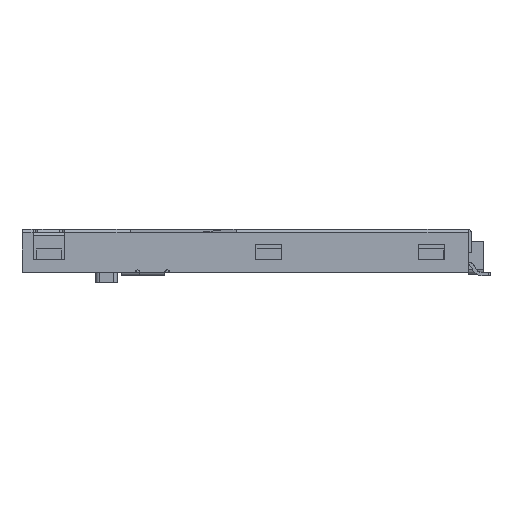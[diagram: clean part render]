
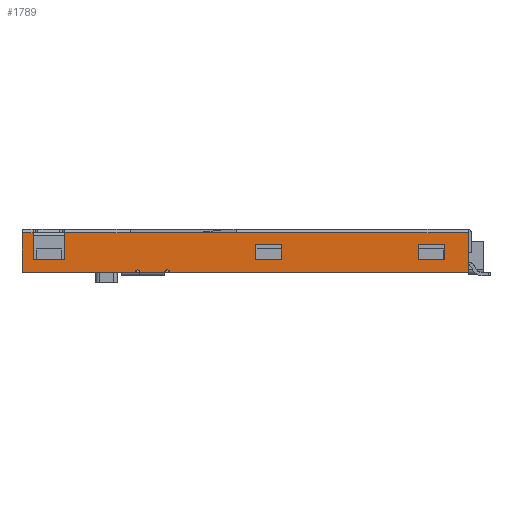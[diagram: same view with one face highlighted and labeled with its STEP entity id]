
A CAD part, left-side view. The second image highlights one B-rep face of the part: STEP entity #1789.
In plain terms, the highlighted planar face has unit normal (-1, 0, 0).
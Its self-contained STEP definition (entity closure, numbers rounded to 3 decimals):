
#1789=ADVANCED_FACE('',(#4354,#4355,#4356),#4357,.T.);
#4354=FACE_OUTER_BOUND('',#7979,.T.);
#4355=FACE_BOUND('',#7980,.T.);
#4356=FACE_BOUND('',#7981,.T.);
#4357=PLANE('',#7982);
#7979=EDGE_LOOP('',(#17114,#17115,#17116,#17117,#17118,#17119,#17120,#17121,#17122,#17123,#17124,#17125,#17126,#17127,#17128,#17129,#17130,#17131));
#7980=EDGE_LOOP('',(#17132,#17133,#17134,#17135));
#7981=EDGE_LOOP('',(#17136,#17137,#17138,#17139));
#7982=AXIS2_PLACEMENT_3D('',#17140,#17141,#17142);
#17114=ORIENTED_EDGE('',*,*,#26860,.F.);
#17115=ORIENTED_EDGE('',*,*,#26861,.T.);
#17116=ORIENTED_EDGE('',*,*,#26862,.T.);
#17117=ORIENTED_EDGE('',*,*,#26863,.T.);
#17118=ORIENTED_EDGE('',*,*,#26864,.T.);
#17119=ORIENTED_EDGE('',*,*,#26865,.T.);
#17120=ORIENTED_EDGE('',*,*,#26866,.T.);
#17121=ORIENTED_EDGE('',*,*,#26867,.T.);
#17122=ORIENTED_EDGE('',*,*,#26868,.T.);
#17123=ORIENTED_EDGE('',*,*,#26869,.T.);
#17124=ORIENTED_EDGE('',*,*,#26870,.F.);
#17125=ORIENTED_EDGE('',*,*,#26871,.F.);
#17126=ORIENTED_EDGE('',*,*,#26721,.F.);
#17127=ORIENTED_EDGE('',*,*,#26872,.T.);
#17128=ORIENTED_EDGE('',*,*,#26873,.T.);
#17129=ORIENTED_EDGE('',*,*,#26874,.T.);
#17130=ORIENTED_EDGE('',*,*,#26156,.F.);
#17131=ORIENTED_EDGE('',*,*,#26875,.F.);
#17132=ORIENTED_EDGE('',*,*,#26452,.T.);
#17133=ORIENTED_EDGE('',*,*,#26876,.T.);
#17134=ORIENTED_EDGE('',*,*,#26877,.T.);
#17135=ORIENTED_EDGE('',*,*,#26878,.T.);
#17136=ORIENTED_EDGE('',*,*,#26879,.T.);
#17137=ORIENTED_EDGE('',*,*,#26880,.T.);
#17138=ORIENTED_EDGE('',*,*,#26881,.T.);
#17139=ORIENTED_EDGE('',*,*,#26882,.T.);
#17140=CARTESIAN_POINT('',(-14.4,-4.125,2.75));
#17141=DIRECTION('',(-1.0,0.0,0.));
#17142=DIRECTION('',(0.,0.0,1.0));
#26156=EDGE_CURVE('',#30976,#30978,#30979,.T.);
#26452=EDGE_CURVE('',#31481,#31479,#31482,.T.);
#26721=EDGE_CURVE('',#31925,#31927,#31928,.T.);
#26860=EDGE_CURVE('',#32155,#32156,#32157,.T.);
#26861=EDGE_CURVE('',#32155,#31918,#32158,.T.);
#26862=EDGE_CURVE('',#31918,#32159,#32160,.T.);
#26863=EDGE_CURVE('',#32159,#32161,#32162,.T.);
#26864=EDGE_CURVE('',#32161,#32163,#32164,.T.);
#26865=EDGE_CURVE('',#32163,#32165,#32166,.T.);
#26866=EDGE_CURVE('',#32165,#32167,#32168,.T.);
#26867=EDGE_CURVE('',#32167,#32169,#32170,.T.);
#26868=EDGE_CURVE('',#32169,#32171,#32172,.T.);
#26869=EDGE_CURVE('',#32171,#32173,#32174,.T.);
#26870=EDGE_CURVE('',#32175,#32173,#32176,.T.);
#26871=EDGE_CURVE('',#31927,#32175,#32177,.T.);
#26872=EDGE_CURVE('',#31925,#32178,#32179,.T.);
#26873=EDGE_CURVE('',#32178,#32180,#32181,.T.);
#26874=EDGE_CURVE('',#32180,#30978,#32182,.T.);
#26875=EDGE_CURVE('',#32156,#30976,#32183,.T.);
#26876=EDGE_CURVE('',#31479,#32184,#32185,.T.);
#26877=EDGE_CURVE('',#32184,#32186,#32187,.T.);
#26878=EDGE_CURVE('',#32186,#31481,#32188,.T.);
#26879=EDGE_CURVE('',#32189,#32190,#32191,.T.);
#26880=EDGE_CURVE('',#32190,#32192,#32193,.T.);
#26881=EDGE_CURVE('',#32192,#32194,#32195,.T.);
#26882=EDGE_CURVE('',#32194,#32189,#32196,.T.);
#30976=VERTEX_POINT('',#37860);
#30978=VERTEX_POINT('',#37863);
#30979=LINE('',#37864,#37865);
#31479=VERTEX_POINT('',#38628);
#31481=VERTEX_POINT('',#38631);
#31482=LINE('',#38632,#38633);
#31918=VERTEX_POINT('',#39300);
#31925=VERTEX_POINT('',#39309);
#31927=VERTEX_POINT('',#39311);
#31928=LINE('',#39312,#39313);
#32155=VERTEX_POINT('',#39638);
#32156=VERTEX_POINT('',#39639);
#32157=CIRCLE('',#39640,0.15);
#32158=LINE('',#39641,#39642);
#32159=VERTEX_POINT('',#39643);
#32160=CIRCLE('',#39644,0.15);
#32161=VERTEX_POINT('',#39645);
#32162=CIRCLE('',#39646,0.15);
#32163=VERTEX_POINT('',#39647);
#32164=LINE('',#39648,#39649);
#32165=VERTEX_POINT('',#39650);
#32166=LINE('',#39651,#39652);
#32167=VERTEX_POINT('',#39653);
#32168=LINE('',#39654,#39655);
#32169=VERTEX_POINT('',#39656);
#32170=LINE('',#39657,#39658);
#32171=VERTEX_POINT('',#39659);
#32172=LINE('',#39660,#39661);
#32173=VERTEX_POINT('',#39662);
#32174=LINE('',#39663,#39664);
#32175=VERTEX_POINT('',#39665);
#32176=LINE('',#39666,#39667);
#32177=LINE('',#39668,#39669);
#32178=VERTEX_POINT('',#39670);
#32179=LINE('',#39671,#39672);
#32180=VERTEX_POINT('',#39673);
#32181=LINE('',#39674,#39675);
#32182=LINE('',#39676,#39677);
#32183=CIRCLE('',#39678,0.15);
#32184=VERTEX_POINT('',#39679);
#32185=LINE('',#39680,#39681);
#32186=VERTEX_POINT('',#39682);
#32187=LINE('',#39683,#39684);
#32188=LINE('',#39685,#39686);
#32189=VERTEX_POINT('',#39687);
#32190=VERTEX_POINT('',#39688);
#32191=LINE('',#39689,#39690);
#32192=VERTEX_POINT('',#39691);
#32193=LINE('',#39692,#39693);
#32194=VERTEX_POINT('',#39694);
#32195=LINE('',#39695,#39696);
#32196=LINE('',#39697,#39698);
#37860=CARTESIAN_POINT('',(-14.4,7.02,0.01));
#37863=CARTESIAN_POINT('',(-14.4,7.02,0.0));
#37864=CARTESIAN_POINT('',(-14.4,7.02,-0.2));
#37865=VECTOR('',#46674,1000.0);
#38628=CARTESIAN_POINT('',(-14.4,-0.65,0.8));
#38631=CARTESIAN_POINT('',(-14.4,-2.35,0.8));
#38632=CARTESIAN_POINT('',(-14.4,-2.35,0.8));
#38633=VECTOR('',#46978,1000.0);
#39300=CARTESIAN_POINT('',(-14.4,5.12,0.01));
#39309=CARTESIAN_POINT('',(-14.4,13.54,2.54));
#39311=CARTESIAN_POINT('',(-14.4,13.54,0.8));
#39312=CARTESIAN_POINT('',(-14.4,13.54,2.75));
#39313=VECTOR('',#47241,1000.0);
#39638=CARTESIAN_POINT('',(-14.4,6.72,0.01));
#39639=CARTESIAN_POINT('',(-14.4,6.87,0.16));
#39640=AXIS2_PLACEMENT_3D('',#47396,#47397,#47398);
#39641=CARTESIAN_POINT('',(-14.4,6.72,0.01));
#39642=VECTOR('',#47399,1000.0);
#39643=CARTESIAN_POINT('',(-14.4,4.97,0.16));
#39644=AXIS2_PLACEMENT_3D('',#47400,#47401,#47402);
#39645=CARTESIAN_POINT('',(-14.4,4.82,0.01));
#39646=AXIS2_PLACEMENT_3D('',#47403,#47404,#47405);
#39647=CARTESIAN_POINT('',(-14.4,4.82,0.0));
#39648=CARTESIAN_POINT('',(-14.4,4.82,-0.2));
#39649=VECTOR('',#47406,1000.0);
#39650=CARTESIAN_POINT('',(-14.4,-14.25,0.0));
#39651=CARTESIAN_POINT('',(-14.4,14.24,0.0));
#39652=VECTOR('',#47407,1000.0);
#39653=CARTESIAN_POINT('',(-14.4,-14.25,2.54));
#39654=CARTESIAN_POINT('',(-14.4,-14.25,2.6));
#39655=VECTOR('',#47408,1000.0);
#39656=CARTESIAN_POINT('',(-14.4,0.54,2.54));
#39657=CARTESIAN_POINT('',(-14.4,-14.25,2.54));
#39658=VECTOR('',#47409,1000.0);
#39659=CARTESIAN_POINT('',(-14.4,7.34,2.54));
#39660=CARTESIAN_POINT('',(-14.4,0.54,2.54));
#39661=VECTOR('',#47410,1000.0);
#39662=CARTESIAN_POINT('',(-14.4,11.54,2.54));
#39663=CARTESIAN_POINT('',(-14.4,-14.25,2.54));
#39664=VECTOR('',#47411,1000.0);
#39665=CARTESIAN_POINT('',(-14.4,11.54,0.8));
#39666=CARTESIAN_POINT('',(-14.4,11.54,0.8));
#39667=VECTOR('',#47412,1000.0);
#39668=CARTESIAN_POINT('',(-14.4,13.54,0.8));
#39669=VECTOR('',#47413,1000.0);
#39670=CARTESIAN_POINT('',(-14.4,14.24,2.54));
#39671=CARTESIAN_POINT('',(-14.4,-14.25,2.54));
#39672=VECTOR('',#47414,1000.0);
#39673=CARTESIAN_POINT('',(-14.4,14.24,0.0));
#39674=CARTESIAN_POINT('',(-14.4,14.24,2.6));
#39675=VECTOR('',#47415,1000.0);
#39676=CARTESIAN_POINT('',(-14.4,14.24,0.0));
#39677=VECTOR('',#47416,1000.0);
#39678=AXIS2_PLACEMENT_3D('',#47417,#47418,#47419);
#39679=CARTESIAN_POINT('',(-14.4,-0.65,1.8));
#39680=CARTESIAN_POINT('',(-14.4,-0.65,0.8));
#39681=VECTOR('',#47420,1000.0);
#39682=CARTESIAN_POINT('',(-14.4,-2.35,1.8));
#39683=CARTESIAN_POINT('',(-14.4,-0.65,1.8));
#39684=VECTOR('',#47421,1000.0);
#39685=CARTESIAN_POINT('',(-14.4,-2.35,1.8));
#39686=VECTOR('',#47422,1000.0);
#39687=CARTESIAN_POINT('',(-14.4,-12.75,0.8));
#39688=CARTESIAN_POINT('',(-14.4,-11.05,0.8));
#39689=CARTESIAN_POINT('',(-14.4,-12.75,0.8));
#39690=VECTOR('',#47423,1000.0);
#39691=CARTESIAN_POINT('',(-14.4,-11.05,1.8));
#39692=CARTESIAN_POINT('',(-14.4,-11.05,0.8));
#39693=VECTOR('',#47424,1000.0);
#39694=CARTESIAN_POINT('',(-14.4,-12.75,1.8));
#39695=CARTESIAN_POINT('',(-14.4,-11.05,1.8));
#39696=VECTOR('',#47425,1000.0);
#39697=CARTESIAN_POINT('',(-14.4,-12.75,1.8));
#39698=VECTOR('',#47426,1000.0);
#46674=DIRECTION('',(0.0,0.0,-1.0));
#46978=DIRECTION('',(0.,1.0,0.));
#47241=DIRECTION('',(0.,0.0,-1.0));
#47396=CARTESIAN_POINT('',(-14.4,6.87,0.01));
#47397=DIRECTION('',(-1.0,-0.0,0.));
#47398=DIRECTION('',(0.0,-1.0,0.0));
#47399=DIRECTION('',(0.0,-1.0,0.0));
#47400=CARTESIAN_POINT('',(-14.4,4.97,0.01));
#47401=DIRECTION('',(1.0,-0.0,0.));
#47402=DIRECTION('',(0.0,1.0,0.0));
#47403=CARTESIAN_POINT('',(-14.4,4.97,0.01));
#47404=DIRECTION('',(1.0,-0.0,0.));
#47405=DIRECTION('',(0.0,1.0,0.0));
#47406=DIRECTION('',(0.0,0.0,-1.0));
#47407=DIRECTION('',(0.0,-1.0,0.0));
#47408=DIRECTION('',(0.,0.0,1.0));
#47409=DIRECTION('',(0.0,1.0,0.0));
#47410=DIRECTION('',(0.0,1.0,0.0));
#47411=DIRECTION('',(0.0,1.0,0.0));
#47412=DIRECTION('',(0.,0.0,1.0));
#47413=DIRECTION('',(0.,-1.0,0.));
#47414=DIRECTION('',(0.0,1.0,0.0));
#47415=DIRECTION('',(0.,0.0,-1.0));
#47416=DIRECTION('',(0.0,-1.0,0.0));
#47417=CARTESIAN_POINT('',(-14.4,6.87,0.01));
#47418=DIRECTION('',(-1.0,-0.0,0.));
#47419=DIRECTION('',(0.0,-1.0,0.0));
#47420=DIRECTION('',(0.,0.0,1.0));
#47421=DIRECTION('',(0.0,-1.0,0.0));
#47422=DIRECTION('',(0.,0.,-1.0));
#47423=DIRECTION('',(0.,1.0,0.));
#47424=DIRECTION('',(0.,0.0,1.0));
#47425=DIRECTION('',(0.0,-1.0,0.0));
#47426=DIRECTION('',(0.,0.0,-1.0));
